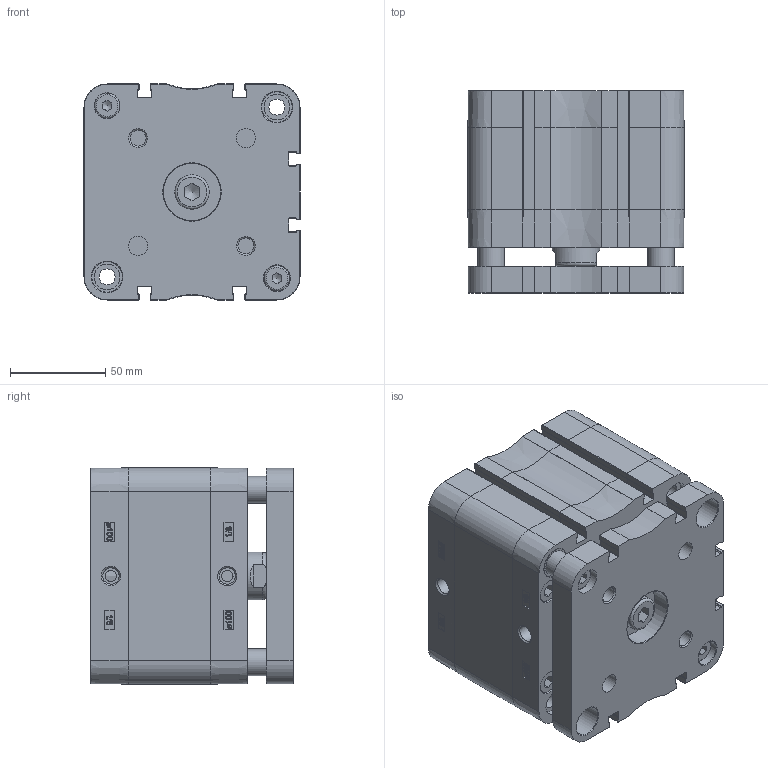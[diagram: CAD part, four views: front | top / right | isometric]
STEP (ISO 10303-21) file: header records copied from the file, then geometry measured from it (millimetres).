
FILE_DESCRIPTION((''),'2;1');
FILE_NAME('PDMA100.015.GS.F.stp','2013-05-27T15:47:35',('Administrator'),(''),'Autodesk Inventor 2012','Autodesk Inventor 2012','');
FILE_SCHEMA(('CONFIG_CONTROL_DESIGN'));
Length unit declared in the file: millimetre
Products named in the file (1): PDMA100.015.GS.F
Bounding box: 113.3 x 106 x 113.3 mm (x, y, z)
Volume: 700798.4 mm3; surface area: 186663.9 mm2
Topology: 1 solids, 10 shells, 1100 faces, 2645 edges, 1644 vertices
Faces by surface type: plane 458, bspline 242, cylinder 211, cone 103, torus 62, sphere 24
Full cylindrical faces by diameter (mm): 6 x2, 8 x2, 8.3 x4, 8.376 x8, 8.5 x2, 8.566 x2, 9.976 x4, 10 x2, 10.106 x1, 12 x3, 12.7 x8, 13 x2, 13.1 x8, 13.5 x8, 14 x4, 16 x6, 18 x1, 25 x1, 25.5 x1, 30 x1, 100 x1, 103.5 x1, 103.7 x1
Entity records: 35591 total; most frequent: CARTESIAN_POINT 10992, ORIENTED_EDGE 4938, DIRECTION 4302, EDGE_CURVE 2469, VERTEX_POINT 1615, AXIS2_PLACEMENT_3D 1531, EDGE_LOOP 1354, VECTOR 1240
